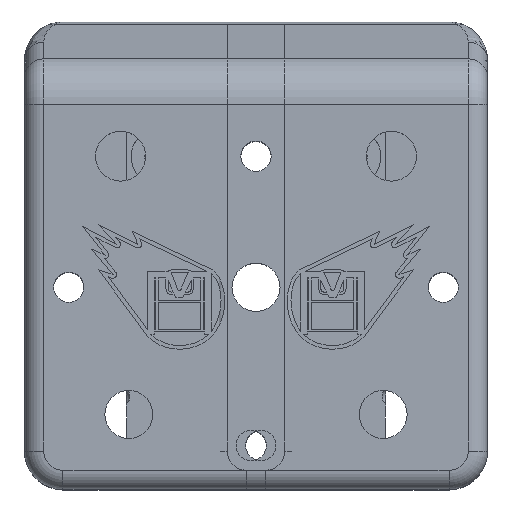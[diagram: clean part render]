
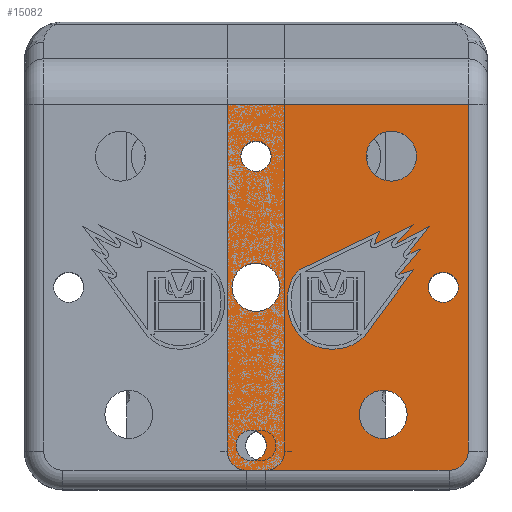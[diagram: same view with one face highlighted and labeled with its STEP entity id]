
A CAD part, top view. The second image highlights one B-rep face of the part: STEP entity #15082.
In plain terms, the highlighted planar face has unit normal (0, 0, 1).
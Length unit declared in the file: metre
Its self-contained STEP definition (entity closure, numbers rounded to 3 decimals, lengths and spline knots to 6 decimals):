
#283=B_SPLINE_CURVE_WITH_KNOTS('',3,(#23630,#23631,#23632,#23633),
 .UNSPECIFIED.,.F.,.F.,(4,4),(0.,1.),.PIECEWISE_BEZIER_KNOTS.);
#284=B_SPLINE_CURVE_WITH_KNOTS('',3,(#23635,#23636,#23637,#23638),
 .UNSPECIFIED.,.F.,.F.,(4,4),(0.,1.),.PIECEWISE_BEZIER_KNOTS.);
#778=LINE('',#23615,#2112);
#779=LINE('',#23618,#2113);
#780=LINE('',#23620,#2114);
#781=LINE('',#23622,#2115);
#782=LINE('',#23624,#2116);
#783=LINE('',#23626,#2117);
#784=LINE('',#23628,#2118);
#785=LINE('',#23640,#2119);
#786=LINE('',#23642,#2120);
#787=LINE('',#23644,#2121);
#788=LINE('',#23645,#2122);
#789=LINE('',#23648,#2123);
#790=LINE('',#23652,#2124);
#791=LINE('',#23656,#2125);
#2112=VECTOR('',#18951,1.);
#2113=VECTOR('',#18952,1.);
#2114=VECTOR('',#18953,1.);
#2115=VECTOR('',#18954,1.);
#2116=VECTOR('',#18955,1.);
#2117=VECTOR('',#18956,1.);
#2118=VECTOR('',#18957,1.);
#2119=VECTOR('',#18958,1.);
#2120=VECTOR('',#18959,1.);
#2121=VECTOR('',#18960,1.);
#2122=VECTOR('',#18961,1.);
#2123=VECTOR('',#18962,1.);
#2124=VECTOR('',#18965,1.);
#2125=VECTOR('',#18968,1.);
#3178=PLANE('',#16329);
#5016=ORIENTED_EDGE('',*,*,#8671,.T.);
#5017=ORIENTED_EDGE('',*,*,#8672,.T.);
#5018=ORIENTED_EDGE('',*,*,#8673,.T.);
#5019=ORIENTED_EDGE('',*,*,#8674,.T.);
#5020=ORIENTED_EDGE('',*,*,#8675,.T.);
#5021=ORIENTED_EDGE('',*,*,#8676,.T.);
#5022=ORIENTED_EDGE('',*,*,#8677,.T.);
#5023=ORIENTED_EDGE('',*,*,#8678,.T.);
#5024=ORIENTED_EDGE('',*,*,#8679,.T.);
#5025=ORIENTED_EDGE('',*,*,#8680,.T.);
#5026=ORIENTED_EDGE('',*,*,#8681,.T.);
#5027=ORIENTED_EDGE('',*,*,#8682,.T.);
#5028=ORIENTED_EDGE('',*,*,#8683,.F.);
#5029=ORIENTED_EDGE('',*,*,#8684,.F.);
#5030=ORIENTED_EDGE('',*,*,#8685,.F.);
#5031=ORIENTED_EDGE('',*,*,#8686,.F.);
#5032=ORIENTED_EDGE('',*,*,#8687,.F.);
#5033=ORIENTED_EDGE('',*,*,#8688,.F.);
#5034=ORIENTED_EDGE('',*,*,#8558,.T.);
#5035=ORIENTED_EDGE('',*,*,#8670,.T.);
#5036=ORIENTED_EDGE('',*,*,#8669,.T.);
#5037=ORIENTED_EDGE('',*,*,#8668,.T.);
#5038=ORIENTED_EDGE('',*,*,#8556,.T.);
#5039=ORIENTED_EDGE('',*,*,#8554,.T.);
#8554=EDGE_CURVE('',#10546,#10546,#11860,.T.);
#8556=EDGE_CURVE('',#10548,#10548,#11862,.T.);
#8558=EDGE_CURVE('',#10550,#10550,#11864,.T.);
#8668=EDGE_CURVE('',#10626,#10626,#11910,.T.);
#8669=EDGE_CURVE('',#10627,#10627,#11911,.T.);
#8670=EDGE_CURVE('',#10628,#10628,#11912,.T.);
#8671=EDGE_CURVE('',#10629,#10630,#778,.T.);
#8672=EDGE_CURVE('',#10630,#10631,#779,.T.);
#8673=EDGE_CURVE('',#10631,#10632,#780,.T.);
#8674=EDGE_CURVE('',#10632,#10633,#781,.T.);
#8675=EDGE_CURVE('',#10633,#10634,#782,.T.);
#8676=EDGE_CURVE('',#10634,#10635,#783,.T.);
#8677=EDGE_CURVE('',#10635,#10636,#784,.T.);
#8678=EDGE_CURVE('',#10636,#10637,#283,.T.);
#8679=EDGE_CURVE('',#10637,#10638,#284,.T.);
#8680=EDGE_CURVE('',#10638,#10639,#785,.T.);
#8681=EDGE_CURVE('',#10639,#10640,#786,.T.);
#8682=EDGE_CURVE('',#10640,#10629,#787,.T.);
#8683=EDGE_CURVE('',#10641,#10642,#788,.T.);
#8684=EDGE_CURVE('',#10643,#10641,#789,.T.);
#8685=EDGE_CURVE('',#10644,#10643,#11913,.T.);
#8686=EDGE_CURVE('',#10645,#10644,#790,.T.);
#8687=EDGE_CURVE('',#10646,#10645,#11914,.T.);
#8688=EDGE_CURVE('',#10642,#10646,#791,.T.);
#10546=VERTEX_POINT('',#23372);
#10548=VERTEX_POINT('',#23377);
#10550=VERTEX_POINT('',#23382);
#10626=VERTEX_POINT('',#23607);
#10627=VERTEX_POINT('',#23610);
#10628=VERTEX_POINT('',#23613);
#10629=VERTEX_POINT('',#23616);
#10630=VERTEX_POINT('',#23617);
#10631=VERTEX_POINT('',#23619);
#10632=VERTEX_POINT('',#23621);
#10633=VERTEX_POINT('',#23623);
#10634=VERTEX_POINT('',#23625);
#10635=VERTEX_POINT('',#23627);
#10636=VERTEX_POINT('',#23629);
#10637=VERTEX_POINT('',#23634);
#10638=VERTEX_POINT('',#23639);
#10639=VERTEX_POINT('',#23641);
#10640=VERTEX_POINT('',#23643);
#10641=VERTEX_POINT('',#23646);
#10642=VERTEX_POINT('',#23647);
#10643=VERTEX_POINT('',#23649);
#10644=VERTEX_POINT('',#23651);
#10645=VERTEX_POINT('',#23653);
#10646=VERTEX_POINT('',#23655);
#11860=CIRCLE('',#16233,0.001575);
#11862=CIRCLE('',#16236,0.001575);
#11864=CIRCLE('',#16239,0.001575);
#11910=CIRCLE('',#16324,0.0026);
#11911=CIRCLE('',#16326,0.0025);
#11912=CIRCLE('',#16328,0.0025);
#11913=CIRCLE('',#16330,0.002);
#11914=CIRCLE('',#16331,0.002);
#12723=EDGE_LOOP('',(#5016,#5017,#5018,#5019,#5020,#5021,#5022,#5023,#5024,
#5025,#5026,#5027));
#12724=EDGE_LOOP('',(#5028,#5029,#5030,#5031,#5032,#5033));
#12725=EDGE_LOOP('',(#5034));
#12726=EDGE_LOOP('',(#5035));
#12727=EDGE_LOOP('',(#5036));
#12728=EDGE_LOOP('',(#5037));
#12729=EDGE_LOOP('',(#5038));
#12730=EDGE_LOOP('',(#5039));
#13863=FACE_BOUND('',#12723,.T.);
#13864=FACE_BOUND('',#12724,.T.);
#13865=FACE_BOUND('',#12725,.T.);
#13866=FACE_BOUND('',#12726,.T.);
#13867=FACE_BOUND('',#12727,.T.);
#13868=FACE_BOUND('',#12728,.T.);
#13869=FACE_BOUND('',#12729,.T.);
#13870=FACE_BOUND('',#12730,.T.);
#15082=ADVANCED_FACE('',(#13863,#13864,#13865,#13866,#13867,#13868,#13869,
#13870),#3178,.T.);
#16233=AXIS2_PLACEMENT_3D('',#23371,#18697,#18698);
#16236=AXIS2_PLACEMENT_3D('',#23376,#18703,#18704);
#16239=AXIS2_PLACEMENT_3D('',#23381,#18709,#18710);
#16324=AXIS2_PLACEMENT_3D('',#23606,#18939,#18940);
#16326=AXIS2_PLACEMENT_3D('',#23609,#18943,#18944);
#16328=AXIS2_PLACEMENT_3D('',#23612,#18947,#18948);
#16329=AXIS2_PLACEMENT_3D('',#23614,#18949,#18950);
#16330=AXIS2_PLACEMENT_3D('',#23650,#18963,#18964);
#16331=AXIS2_PLACEMENT_3D('',#23654,#18966,#18967);
#18697=DIRECTION('',(0.,0.,-1.));
#18698=DIRECTION('',(-1.,0.,0.));
#18703=DIRECTION('',(0.,0.,-1.));
#18704=DIRECTION('',(-1.,0.,0.));
#18709=DIRECTION('',(0.,0.,-1.));
#18710=DIRECTION('',(-1.,0.,0.));
#18939=DIRECTION('',(0.,0.,-1.));
#18940=DIRECTION('',(-1.,0.,0.));
#18943=DIRECTION('',(0.,0.,-1.));
#18944=DIRECTION('',(-1.,0.,0.));
#18947=DIRECTION('',(0.,0.,-1.));
#18948=DIRECTION('',(-1.,0.,0.));
#18949=DIRECTION('',(0.,0.,1.));
#18950=DIRECTION('',(-1.,0.,0.));
#18951=DIRECTION('',(-0.688,-0.725,0.));
#18952=DIRECTION('',(0.885,0.465,0.));
#18953=DIRECTION('',(-0.615,-0.788,0.));
#18954=DIRECTION('',(0.911,0.413,0.));
#18955=DIRECTION('',(-0.642,-0.767,0.));
#18956=DIRECTION('',(0.951,0.31,0.));
#18957=DIRECTION('',(-0.594,-0.804,0.));
#18958=DIRECTION('',(0.902,0.431,0.));
#18959=DIRECTION('',(-0.407,-0.913,0.));
#18960=DIRECTION('',(0.897,0.442,0.));
#18961=DIRECTION('',(1.,0.,0.));
#18962=DIRECTION('',(0.,1.,0.));
#18963=DIRECTION('',(0.,0.,-1.));
#18964=DIRECTION('',(-1.,0.,0.));
#18965=DIRECTION('',(-1.,0.,0.));
#18966=DIRECTION('',(0.,0.,-1.));
#18967=DIRECTION('',(-1.,0.,0.));
#18968=DIRECTION('',(0.,-1.,0.));
#23371=CARTESIAN_POINT('',(-0.0005,-0.020125,0.0338));
#23372=CARTESIAN_POINT('',(-0.002075,-0.020125,0.0338));
#23376=CARTESIAN_POINT('',(0.0195,-0.00365,0.0338));
#23377=CARTESIAN_POINT('',(0.017925,-0.00365,0.0338));
#23381=CARTESIAN_POINT('',(0.,0.01,0.0338));
#23382=CARTESIAN_POINT('',(-0.001575,0.01,0.0338));
#23606=CARTESIAN_POINT('',(0.0141,0.01,0.0338));
#23607=CARTESIAN_POINT('',(0.0115,0.01,0.0338));
#23609=CARTESIAN_POINT('',(0.,-0.00365,0.0338));
#23610=CARTESIAN_POINT('',(-0.0025,-0.00365,0.0338));
#23612=CARTESIAN_POINT('',(0.01324,-0.01689,0.0338));
#23613=CARTESIAN_POINT('',(0.01074,-0.01689,0.0338));
#23614=CARTESIAN_POINT('',(0.00955,-0.00035,0.0338));
#23615=CARTESIAN_POINT('',(0.015442,0.001834,0.0338));
#23616=CARTESIAN_POINT('',(0.0164,0.002845,0.0338));
#23617=CARTESIAN_POINT('',(0.014483,0.000824,0.0338));
#23618=CARTESIAN_POINT('',(0.016269,0.001762,0.0338));
#23619=CARTESIAN_POINT('',(0.018055,0.0027,0.0338));
#23620=CARTESIAN_POINT('',(0.016883,0.001199,0.0338));
#23621=CARTESIAN_POINT('',(0.015712,-0.000303,0.0338));
#23622=CARTESIAN_POINT('',(0.016409,0.000014,0.0338));
#23623=CARTESIAN_POINT('',(0.017106,0.00033,0.0338));
#23624=CARTESIAN_POINT('',(0.015995,-0.000998,0.0338));
#23625=CARTESIAN_POINT('',(0.014883,-0.002325,0.0338));
#23626=CARTESIAN_POINT('',(0.015642,-0.002078,0.0338));
#23627=CARTESIAN_POINT('',(0.0164,-0.001831,0.0338));
#23628=CARTESIAN_POINT('',(0.013839,-0.005298,0.0338));
#23629=CARTESIAN_POINT('',(0.011277,-0.008765,0.0338));
#23630=CARTESIAN_POINT('',(0.011277,-0.008765,0.0338));
#23631=CARTESIAN_POINT('',(0.009695,-0.010495,0.0338));
#23632=CARTESIAN_POINT('',(0.006288,-0.010618,0.0338));
#23633=CARTESIAN_POINT('',(0.004523,-0.008647,0.0338));
#23634=CARTESIAN_POINT('',(0.004523,-0.008647,0.0338));
#23635=CARTESIAN_POINT('',(0.004523,-0.008647,0.0338));
#23636=CARTESIAN_POINT('',(0.002759,-0.006675,0.0338));
#23637=CARTESIAN_POINT('',(0.002919,-0.003115,0.0338));
#23638=CARTESIAN_POINT('',(0.004523,-0.001831,0.0338));
#23639=CARTESIAN_POINT('',(0.004523,-0.001831,0.0338));
#23640=CARTESIAN_POINT('',(0.008708,0.00017,0.0338));
#23641=CARTESIAN_POINT('',(0.012893,0.002171,0.0338));
#23642=CARTESIAN_POINT('',(0.012593,0.001497,0.0338));
#23643=CARTESIAN_POINT('',(0.012293,0.000824,0.0338));
#23644=CARTESIAN_POINT('',(0.014347,0.001834,0.0338));
#23645=CARTESIAN_POINT('',(0.00955,0.015396,0.0338));
#23646=CARTESIAN_POINT('',(-0.003,0.015396,0.0338));
#23647=CARTESIAN_POINT('',(0.0221,0.015396,0.0338));
#23648=CARTESIAN_POINT('',(-0.003,0.015396,0.0338));
#23649=CARTESIAN_POINT('',(-0.003,-0.0207,0.0338));
#23650=CARTESIAN_POINT('',(-0.001,-0.0207,0.0338));
#23651=CARTESIAN_POINT('',(-0.001,-0.0227,0.0338));
#23652=CARTESIAN_POINT('',(-0.001,-0.0227,0.0338));
#23653=CARTESIAN_POINT('',(0.0201,-0.0227,0.0338));
#23654=CARTESIAN_POINT('',(0.0201,-0.0207,0.0338));
#23655=CARTESIAN_POINT('',(0.0221,-0.0207,0.0338));
#23656=CARTESIAN_POINT('',(0.0221,-0.0207,0.0338));
